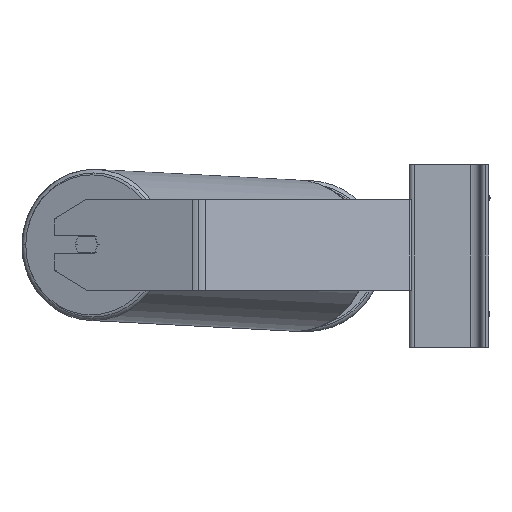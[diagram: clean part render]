
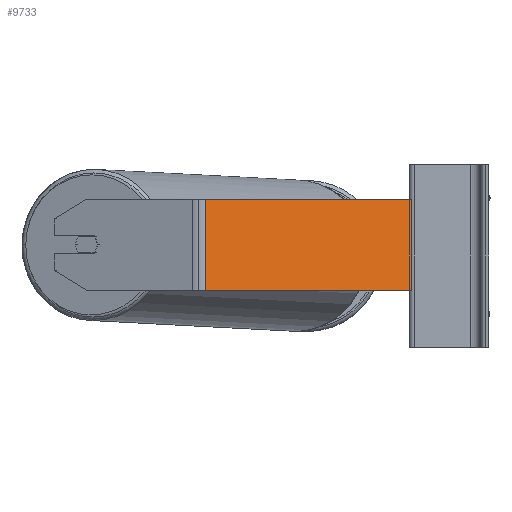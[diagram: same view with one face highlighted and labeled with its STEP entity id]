
A CAD part, left-side view. The second image highlights one B-rep face of the part: STEP entity #9733.
In plain terms, the highlighted planar face has unit normal (-0.94, -0.342, 0).
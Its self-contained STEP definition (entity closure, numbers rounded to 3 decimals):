
#542 = EDGE_CURVE ( 'NONE', #6730, #4398, #6269, .T. ) ;
#764 = EDGE_CURVE ( 'NONE', #4398, #8981, #8402, .T. ) ;
#2055 = CARTESIAN_POINT ( 'NONE',  ( -853.497, 190.225, -30. ) ) ;
#2554 = EDGE_LOOP ( 'NONE', ( #7856, #8215, #9819, #10405 ) ) ;
#2651 = CARTESIAN_POINT ( 'NONE',  ( -855.489, 195.697, 50. ) ) ;
#2813 = DIRECTION ( 'NONE',  ( -0.342, 0.94, 0. ) ) ;
#3353 = CARTESIAN_POINT ( 'NONE',  ( -853.497, 190.225, 50. ) ) ;
#4219 = PLANE ( 'NONE',  #9648 ) ;
#4275 = CARTESIAN_POINT ( 'NONE',  ( -855.489, 195.697, 50. ) ) ;
#4314 = CARTESIAN_POINT ( 'NONE',  ( -855.489, 195.697, -30. ) ) ;
#4398 = VERTEX_POINT ( 'NONE', #2055 ) ;
#4444 = EDGE_CURVE ( 'NONE', #10452, #8981, #5391, .T. ) ;
#4589 = DIRECTION ( 'NONE',  ( 0., 0., -1. ) ) ;
#5192 = DIRECTION ( 'NONE',  ( 0.342, -0.94, 0. ) ) ;
#5391 = LINE ( 'NONE', #7981, #6812 ) ;
#6031 = DIRECTION ( 'NONE',  ( 0.342, -0.94, 0. ) ) ;
#6269 = LINE ( 'NONE', #9487, #6590 ) ;
#6590 = VECTOR ( 'NONE', #4589, 1000. ) ;
#6597 = VECTOR ( 'NONE', #6031, 1000. ) ;
#6730 = VERTEX_POINT ( 'NONE', #3353 ) ;
#6812 = VECTOR ( 'NONE', #10344, 1000. ) ;
#7089 = CARTESIAN_POINT ( 'NONE',  ( -787.518, 8.948, 50. ) ) ;
#7112 = EDGE_CURVE ( 'NONE', #6730, #10452, #7722, .T. ) ;
#7429 = CARTESIAN_POINT ( 'NONE',  ( -787.518, 8.948, -30. ) ) ;
#7553 = DIRECTION ( 'NONE',  ( 0.94, 0.342, 0. ) ) ;
#7722 = LINE ( 'NONE', #2651, #8389 ) ;
#7856 = ORIENTED_EDGE ( 'NONE', *, *, #764, .T. ) ;
#7981 = CARTESIAN_POINT ( 'NONE',  ( -787.518, 8.948, 50. ) ) ;
#8215 = ORIENTED_EDGE ( 'NONE', *, *, #4444, .F. ) ;
#8361 = FACE_OUTER_BOUND ( 'NONE', #2554, .T. ) ;
#8389 = VECTOR ( 'NONE', #5192, 1000. ) ;
#8402 = LINE ( 'NONE', #4314, #6597 ) ;
#8981 = VERTEX_POINT ( 'NONE', #7429 ) ;
#9487 = CARTESIAN_POINT ( 'NONE',  ( -853.497, 190.225, 50. ) ) ;
#9648 = AXIS2_PLACEMENT_3D ( 'NONE', #4275, #7553, #2813 ) ;
#9733 = ADVANCED_FACE ( 'NONE', ( #8361 ), #4219, .F. ) ;
#9819 = ORIENTED_EDGE ( 'NONE', *, *, #7112, .F. ) ;
#10344 = DIRECTION ( 'NONE',  ( 0., 0., -1. ) ) ;
#10405 = ORIENTED_EDGE ( 'NONE', *, *, #542, .T. ) ;
#10452 = VERTEX_POINT ( 'NONE', #7089 ) ;
